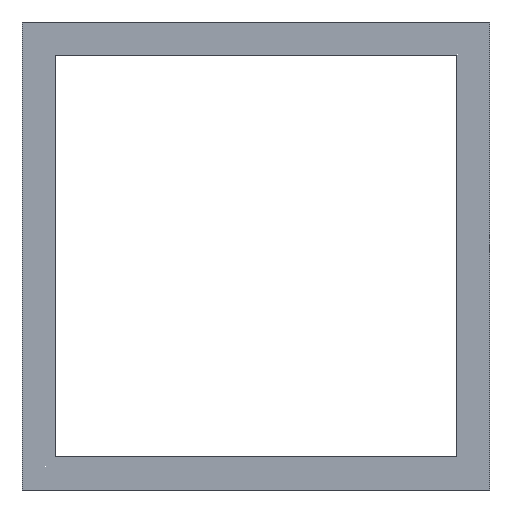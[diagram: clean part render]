
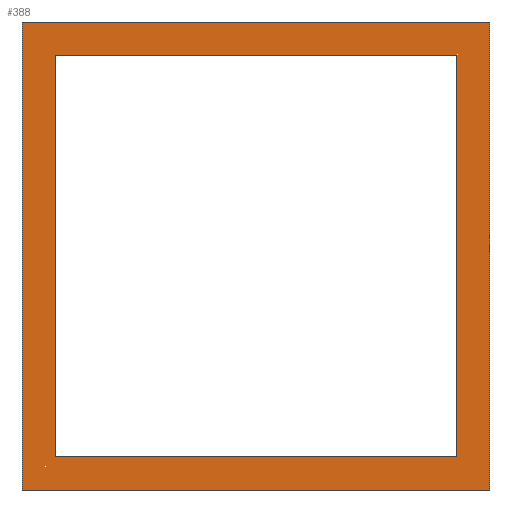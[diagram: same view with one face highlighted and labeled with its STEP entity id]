
A CAD part, front view. The second image highlights one B-rep face of the part: STEP entity #388.
In plain terms, the highlighted planar face has unit normal (0, -1, 0).
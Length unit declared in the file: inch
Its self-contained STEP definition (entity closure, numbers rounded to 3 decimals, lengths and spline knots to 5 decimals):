
#27=FACE_BOUND('',#51,.T.);
#30=FACE_OUTER_BOUND('',#50,.T.);
#50=EDGE_LOOP('',(#263,#264,#265,#266));
#51=EDGE_LOOP('',(#267,#268,#269,#270));
#72=LINE('',#567,#120);
#75=LINE('',#573,#123);
#76=LINE('',#575,#124);
#77=LINE('',#576,#125);
#78=LINE('',#579,#126);
#79=LINE('',#581,#127);
#80=LINE('',#583,#128);
#81=LINE('',#584,#129);
#120=VECTOR('',#460,39.37008);
#123=VECTOR('',#465,39.37008);
#124=VECTOR('',#466,39.37008);
#125=VECTOR('',#467,39.37008);
#126=VECTOR('',#468,39.37008);
#127=VECTOR('',#469,39.37008);
#128=VECTOR('',#470,39.37008);
#129=VECTOR('',#471,39.37008);
#168=VERTEX_POINT('',#564);
#169=VERTEX_POINT('',#566);
#171=VERTEX_POINT('',#572);
#172=VERTEX_POINT('',#574);
#173=VERTEX_POINT('',#577);
#174=VERTEX_POINT('',#578);
#175=VERTEX_POINT('',#580);
#176=VERTEX_POINT('',#582);
#204=EDGE_CURVE('',#168,#169,#72,.T.);
#207=EDGE_CURVE('',#168,#171,#75,.T.);
#208=EDGE_CURVE('',#171,#172,#76,.T.);
#209=EDGE_CURVE('',#172,#169,#77,.T.);
#210=EDGE_CURVE('',#173,#174,#78,.T.);
#211=EDGE_CURVE('',#174,#175,#79,.T.);
#212=EDGE_CURVE('',#175,#176,#80,.T.);
#213=EDGE_CURVE('',#176,#173,#81,.T.);
#263=ORIENTED_EDGE('',*,*,#204,.F.);
#264=ORIENTED_EDGE('',*,*,#207,.T.);
#265=ORIENTED_EDGE('',*,*,#208,.T.);
#266=ORIENTED_EDGE('',*,*,#209,.T.);
#267=ORIENTED_EDGE('',*,*,#210,.T.);
#268=ORIENTED_EDGE('',*,*,#211,.T.);
#269=ORIENTED_EDGE('',*,*,#212,.T.);
#270=ORIENTED_EDGE('',*,*,#213,.T.);
#372=PLANE('',#428);
#388=ADVANCED_FACE('',(#30,#27),#372,.T.);
#428=AXIS2_PLACEMENT_3D('',#571,#463,#464);
#460=DIRECTION('',(1.,0.,0.));
#463=DIRECTION('center_axis',(0.,-1.,0.));
#464=DIRECTION('ref_axis',(0.,0.,-1.));
#465=DIRECTION('',(0.,0.,-1.));
#466=DIRECTION('',(1.,0.,0.));
#467=DIRECTION('',(0.,0.,1.));
#468=DIRECTION('',(0.,0.,1.));
#469=DIRECTION('',(1.,0.,0.));
#470=DIRECTION('',(0.,0.,-1.));
#471=DIRECTION('',(-1.,0.,0.));
#564=CARTESIAN_POINT('',(26.,-33.,1.75));
#566=CARTESIAN_POINT('',(27.75,-33.,1.75));
#567=CARTESIAN_POINT('',(13.875,-33.,1.75));
#571=CARTESIAN_POINT('Origin',(26.875,-33.,1.75));
#572=CARTESIAN_POINT('',(26.,-33.,0.));
#573=CARTESIAN_POINT('',(26.,-33.,1.75));
#574=CARTESIAN_POINT('',(27.75,-33.,0.));
#575=CARTESIAN_POINT('',(26.875,-33.,0.));
#576=CARTESIAN_POINT('',(27.75,-33.,1.75));
#577=CARTESIAN_POINT('',(26.125,-33.,0.125));
#578=CARTESIAN_POINT('',(26.125,-33.,1.625));
#579=CARTESIAN_POINT('',(26.125,-33.,1.75));
#580=CARTESIAN_POINT('',(27.625,-33.,1.625));
#581=CARTESIAN_POINT('',(26.875,-33.,1.625));
#582=CARTESIAN_POINT('',(27.625,-33.,0.125));
#583=CARTESIAN_POINT('',(27.625,-33.,1.75));
#584=CARTESIAN_POINT('',(26.875,-33.,0.125));
